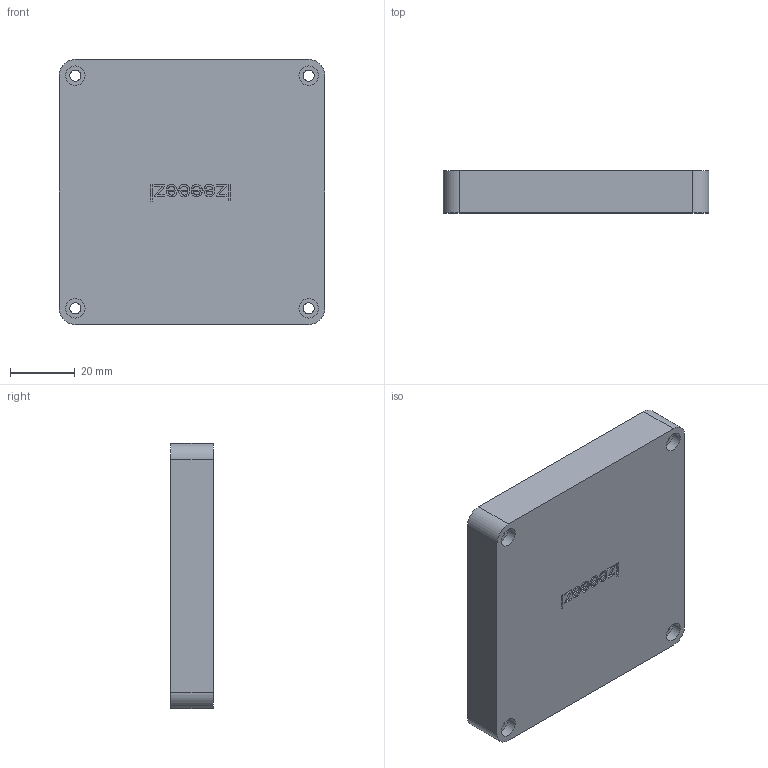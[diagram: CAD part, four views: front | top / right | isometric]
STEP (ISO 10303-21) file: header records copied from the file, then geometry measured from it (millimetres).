
FILE_DESCRIPTION(/* description */ (''),/* implementation_level */ '2;1');
FILE_NAME(/* name */ 'bottom casing - final.step',/* time_stamp */ '2026-01-20T06:55:08+08:00',/* author */ (''),/* organization */ (''),/* preprocessor_version */ 'ST-DEVELOPER v20.1',/* originating_system */ 'Autodesk Translation Framework v14.21.0.0',/* authorisation */ '');
FILE_SCHEMA (('AUTOMOTIVE_DESIGN { 1 0 10303 214 3 1 1 }'));
Length unit declared in the file: millimetre
Products named in the file (1): bottom casing
Bounding box: 82.14 x 13 x 81.96 mm (x, y, z)
Volume: 45354.9 mm3; surface area: 20827.9 mm2
Topology: 1 solids, 1 shells, 170 faces, 449 edges, 299 vertices
Faces by surface type: plane 82, bspline 72, cylinder 16
Full cylindrical faces by diameter (mm): 3.4 x4, 6 x4
Entity records: 5946 total; most frequent: CARTESIAN_POINT 2143, ORIENTED_EDGE 898, DIRECTION 535, EDGE_CURVE 449, VERTEX_POINT 299, LINE 273, VECTOR 273, EDGE_LOOP 196
